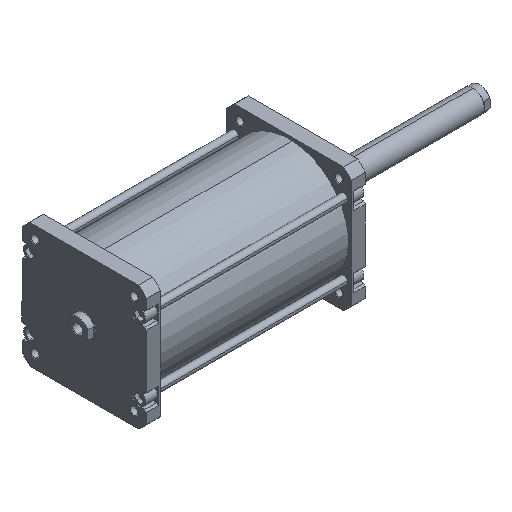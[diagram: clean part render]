
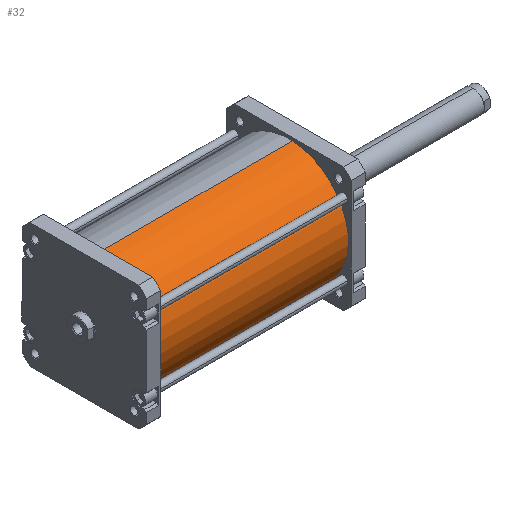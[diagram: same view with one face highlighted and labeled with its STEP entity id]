
A CAD part, isometric view. The second image highlights one B-rep face of the part: STEP entity #32.
In plain terms, the highlighted cylindrical face has radius 105 mm (diameter 210 mm), a partial arc.
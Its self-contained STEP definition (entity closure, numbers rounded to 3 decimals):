
#32 = ADVANCED_FACE ( 'NONE', ( #475 ), #478, .T. ) ;
#475 = FACE_OUTER_BOUND ( 'NONE', #3318, .T. ) ;
#478 = CYLINDRICAL_SURFACE ( 'NONE', #4721, 105. ) ;
#576 = VECTOR ( 'NONE', #1600, 1000. ) ;
#580 = LINE ( 'NONE', #1590, #576 ) ;
#581 = CIRCLE ( 'NONE', #4715, 105. ) ;
#861 = CIRCLE ( 'NONE', #4855, 105. ) ;
#1212 = VECTOR ( 'NONE', #2982, 1000. ) ;
#1221 = LINE ( 'NONE', #2973, #1212 ) ;
#1346 = CARTESIAN_POINT ( 'NONE',  ( 0., 0., 337. ) ) ;
#1347 = DIRECTION ( 'NONE',  ( 0., 0., -1. ) ) ;
#1349 = DIRECTION ( 'NONE',  ( -1., 0., 0. ) ) ;
#1590 = CARTESIAN_POINT ( 'NONE',  ( -105., 0., 337. ) ) ;
#1595 = CARTESIAN_POINT ( 'NONE',  ( 0., 0., 337. ) ) ;
#1596 = DIRECTION ( 'NONE',  ( 0., 0., 1. ) ) ;
#1597 = DIRECTION ( 'NONE',  ( 1., 0., 0. ) ) ;
#1598 = CARTESIAN_POINT ( 'NONE',  ( -105., 0., 0. ) ) ;
#1600 = DIRECTION ( 'NONE',  ( 0., 0., -1. ) ) ;
#1601 = CARTESIAN_POINT ( 'NONE',  ( 105., 0., 0. ) ) ;
#1602 = CARTESIAN_POINT ( 'NONE',  ( -105., 0., 337. ) ) ;
#1606 = CARTESIAN_POINT ( 'NONE',  ( 105., 0., 337. ) ) ;
#2325 = CARTESIAN_POINT ( 'NONE',  ( 0., 0., 0. ) ) ;
#2332 = DIRECTION ( 'NONE',  ( 0., 0., 1. ) ) ;
#2333 = DIRECTION ( 'NONE',  ( 1., 0., 0. ) ) ;
#2694 = EDGE_CURVE ( 'NONE', #4341, #4342, #581, .T. ) ;
#2695 = EDGE_CURVE ( 'NONE', #4341, #4337, #580, .T. ) ;
#2973 = CARTESIAN_POINT ( 'NONE',  ( 105., 0., 337. ) ) ;
#2982 = DIRECTION ( 'NONE',  ( 0., 0., -1. ) ) ;
#3204 = ORIENTED_EDGE ( 'NONE', *, *, #2694, .F. ) ;
#3206 = ORIENTED_EDGE ( 'NONE', *, *, #5586, .F. ) ;
#3212 = ORIENTED_EDGE ( 'NONE', *, *, #5346, .T. ) ;
#3218 = ORIENTED_EDGE ( 'NONE', *, *, #2695, .T. ) ;
#3318 = EDGE_LOOP ( 'NONE', ( #3206, #3204, #3218, #3212 ) ) ;
#4337 = VERTEX_POINT ( 'NONE', #1598 ) ;
#4339 = VERTEX_POINT ( 'NONE', #1601 ) ;
#4341 = VERTEX_POINT ( 'NONE', #1602 ) ;
#4342 = VERTEX_POINT ( 'NONE', #1606 ) ;
#4715 = AXIS2_PLACEMENT_3D ( 'NONE', #1595, #1596, #1597 ) ;
#4721 = AXIS2_PLACEMENT_3D ( 'NONE', #1346, #1347, #1349 ) ;
#4855 = AXIS2_PLACEMENT_3D ( 'NONE', #2325, #2332, #2333 ) ;
#5346 = EDGE_CURVE ( 'NONE', #4337, #4339, #861, .T. ) ;
#5586 = EDGE_CURVE ( 'NONE', #4342, #4339, #1221, .T. ) ;
